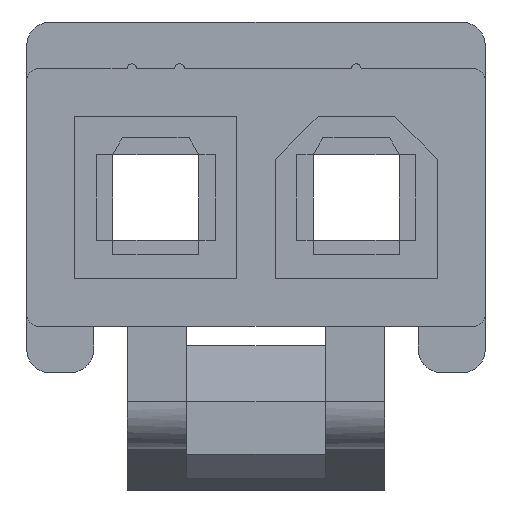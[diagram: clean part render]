
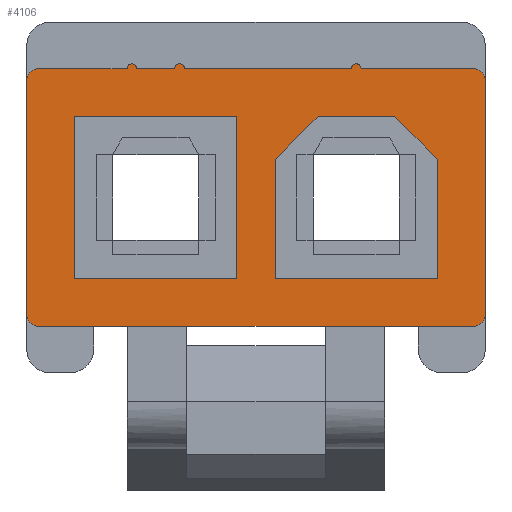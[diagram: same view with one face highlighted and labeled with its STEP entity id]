
A CAD part, front view. The second image highlights one B-rep face of the part: STEP entity #4106.
In plain terms, the highlighted planar face has unit normal (0, -1, 0).
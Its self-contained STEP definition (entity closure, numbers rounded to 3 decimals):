
#1004=DIRECTION('',(0.,0.,-1.));
#1005=VECTOR('',#1004,4.9);
#1006=CARTESIAN_POINT('',(4.8,8.7,2.45));
#1007=LINE('',#1006,#1005);
#1049=DIRECTION('',(1.,0.,0.));
#1050=VECTOR('',#1049,9.1);
#1051=CARTESIAN_POINT('',(-4.55,8.7,-2.7));
#1052=LINE('',#1051,#1050);
#1392=DIRECTION('',(-1.,0.,0.));
#1393=VECTOR('',#1392,3.4);
#1394=CARTESIAN_POINT('',(-0.4,8.7,-1.7));
#1395=LINE('',#1394,#1393);
#1396=DIRECTION('',(0.,0.,-1.));
#1397=VECTOR('',#1396,3.4);
#1398=CARTESIAN_POINT('',(-0.4,8.7,1.7));
#1399=LINE('',#1398,#1397);
#1400=DIRECTION('',(1.,0.,0.));
#1401=VECTOR('',#1400,3.4);
#1402=CARTESIAN_POINT('',(-3.8,8.7,1.7));
#1403=LINE('',#1402,#1401);
#1404=DIRECTION('',(0.,0.,1.));
#1405=VECTOR('',#1404,3.4);
#1406=CARTESIAN_POINT('',(-3.8,8.7,-1.7));
#1407=LINE('',#1406,#1405);
#1408=DIRECTION('',(0.,0.,-1.));
#1409=VECTOR('',#1408,2.5);
#1410=CARTESIAN_POINT('',(3.8,8.7,0.8));
#1411=LINE('',#1410,#1409);
#1412=DIRECTION('',(1.,0.,0.));
#1413=VECTOR('',#1412,1.6);
#1414=CARTESIAN_POINT('',(1.3,8.7,1.7));
#1415=LINE('',#1414,#1413);
#1416=DIRECTION('',(0.,0.,1.));
#1417=VECTOR('',#1416,2.5);
#1418=CARTESIAN_POINT('',(0.4,8.7,-1.7));
#1419=LINE('',#1418,#1417);
#1420=DIRECTION('',(-1.,0.,0.));
#1421=VECTOR('',#1420,3.4);
#1422=CARTESIAN_POINT('',(3.8,8.7,-1.7));
#1423=LINE('',#1422,#1421);
#1424=CARTESIAN_POINT('',(-4.55,8.7,2.45));
#1425=DIRECTION('',(0.,-1.,0.));
#1426=DIRECTION('',(0.,0.,1.));
#1427=AXIS2_PLACEMENT_3D('',#1424,#1425,#1426);
#1429=CARTESIAN_POINT('',(-2.6,8.7,2.7));
#1430=DIRECTION('',(0.,-1.,0.));
#1431=DIRECTION('',(1.,0.,0.));
#1432=AXIS2_PLACEMENT_3D('',#1429,#1430,#1431);
#1434=CARTESIAN_POINT('',(-1.6,8.7,2.7));
#1435=DIRECTION('',(0.,-1.,0.));
#1436=DIRECTION('',(1.,0.,0.));
#1437=AXIS2_PLACEMENT_3D('',#1434,#1435,#1436);
#1439=CARTESIAN_POINT('',(2.1,8.7,2.7));
#1440=DIRECTION('',(0.,-1.,0.));
#1441=DIRECTION('',(1.,0.,0.));
#1442=AXIS2_PLACEMENT_3D('',#1439,#1440,#1441);
#1444=CARTESIAN_POINT('',(4.55,8.7,2.45));
#1445=DIRECTION('',(0.,-1.,0.));
#1446=DIRECTION('',(1.,0.,0.));
#1447=AXIS2_PLACEMENT_3D('',#1444,#1445,#1446);
#1449=CARTESIAN_POINT('',(4.55,8.7,-2.45));
#1450=DIRECTION('',(0.,-1.,0.));
#1451=DIRECTION('',(0.,0.,-1.));
#1452=AXIS2_PLACEMENT_3D('',#1449,#1450,#1451);
#1454=CARTESIAN_POINT('',(-4.55,8.7,-2.45));
#1455=DIRECTION('',(0.,-1.,0.));
#1456=DIRECTION('',(-1.,0.,0.));
#1457=AXIS2_PLACEMENT_3D('',#1454,#1455,#1456);
#1479=DIRECTION('',(0.707,0.,-0.707));
#1480=VECTOR('',#1479,1.273);
#1481=CARTESIAN_POINT('',(2.9,8.7,1.7));
#1482=LINE('',#1481,#1480);
#1491=DIRECTION('',(0.707,0.,0.707));
#1492=VECTOR('',#1491,1.273);
#1493=CARTESIAN_POINT('',(0.4,8.7,0.8));
#1494=LINE('',#1493,#1492);
#1516=DIRECTION('',(-1.,0.,0.));
#1517=VECTOR('',#1516,3.5);
#1518=CARTESIAN_POINT('',(2.,8.7,2.7));
#1519=LINE('',#1518,#1517);
#1528=DIRECTION('',(-1.,0.,0.));
#1529=VECTOR('',#1528,0.8);
#1530=CARTESIAN_POINT('',(-1.7,8.7,2.7));
#1531=LINE('',#1530,#1529);
#1544=DIRECTION('',(-1.,0.,0.));
#1545=VECTOR('',#1544,1.85);
#1546=CARTESIAN_POINT('',(-2.7,8.7,2.7));
#1547=LINE('',#1546,#1545);
#1552=DIRECTION('',(-1.,0.,0.));
#1553=VECTOR('',#1552,2.35);
#1554=CARTESIAN_POINT('',(4.55,8.7,2.7));
#1555=LINE('',#1554,#1553);
#1569=DIRECTION('',(0.,0.,-1.));
#1570=VECTOR('',#1569,4.9);
#1571=CARTESIAN_POINT('',(-4.8,8.7,2.45));
#1572=LINE('',#1571,#1570);
#1701=CARTESIAN_POINT('',(3.8,8.7,-1.7));
#1702=CARTESIAN_POINT('',(0.4,8.7,-1.7));
#1703=VERTEX_POINT('',#1701);
#1704=VERTEX_POINT('',#1702);
#1705=CARTESIAN_POINT('',(-0.4,8.7,-1.7));
#1706=CARTESIAN_POINT('',(-3.8,8.7,-1.7));
#1707=VERTEX_POINT('',#1705);
#1708=VERTEX_POINT('',#1706);
#1709=CARTESIAN_POINT('',(-3.8,8.7,1.7));
#1710=VERTEX_POINT('',#1709);
#1711=CARTESIAN_POINT('',(-0.4,8.7,1.7));
#1712=VERTEX_POINT('',#1711);
#2105=CARTESIAN_POINT('',(0.4,8.7,0.8));
#2106=CARTESIAN_POINT('',(1.3,8.7,1.7));
#2107=VERTEX_POINT('',#2105);
#2108=VERTEX_POINT('',#2106);
#2109=CARTESIAN_POINT('',(2.9,8.7,1.7));
#2110=CARTESIAN_POINT('',(3.8,8.7,0.8));
#2111=VERTEX_POINT('',#2109);
#2112=VERTEX_POINT('',#2110);
#2125=CARTESIAN_POINT('',(2.2,8.7,2.7));
#2126=VERTEX_POINT('',#2125);
#2127=CARTESIAN_POINT('',(2.,8.7,2.7));
#2128=VERTEX_POINT('',#2127);
#2129=CARTESIAN_POINT('',(-1.5,8.7,2.7));
#2130=VERTEX_POINT('',#2129);
#2131=CARTESIAN_POINT('',(-1.7,8.7,2.7));
#2132=VERTEX_POINT('',#2131);
#2133=CARTESIAN_POINT('',(-2.5,8.7,2.7));
#2134=VERTEX_POINT('',#2133);
#2135=CARTESIAN_POINT('',(-2.7,8.7,2.7));
#2136=VERTEX_POINT('',#2135);
#2193=CARTESIAN_POINT('',(-4.55,8.7,2.7));
#2195=VERTEX_POINT('',#2193);
#2197=CARTESIAN_POINT('',(-4.8,8.7,2.45));
#2198=VERTEX_POINT('',#2197);
#2201=CARTESIAN_POINT('',(-4.8,8.7,-2.45));
#2202=CARTESIAN_POINT('',(-4.55,8.7,-2.7));
#2203=VERTEX_POINT('',#2201);
#2204=VERTEX_POINT('',#2202);
#2209=CARTESIAN_POINT('',(4.55,8.7,-2.7));
#2211=VERTEX_POINT('',#2209);
#2213=CARTESIAN_POINT('',(4.8,8.7,-2.45));
#2214=VERTEX_POINT('',#2213);
#2217=CARTESIAN_POINT('',(4.8,8.7,2.45));
#2218=CARTESIAN_POINT('',(4.55,8.7,2.7));
#2219=VERTEX_POINT('',#2217);
#2220=VERTEX_POINT('',#2218);
#4051=CARTESIAN_POINT('',(0.,8.7,0.));
#4052=DIRECTION('',(0.,-1.,0.));
#4053=DIRECTION('',(-1.,0.,0.));
#4054=AXIS2_PLACEMENT_3D('',#4051,#4052,#4053);
#4055=PLANE('',#4054);
#4057=ORIENTED_EDGE('',*,*,#4056,.F.);
#4059=ORIENTED_EDGE('',*,*,#4058,.F.);
#4061=ORIENTED_EDGE('',*,*,#4060,.F.);
#4063=ORIENTED_EDGE('',*,*,#4062,.F.);
#4065=ORIENTED_EDGE('',*,*,#4064,.F.);
#4067=ORIENTED_EDGE('',*,*,#4066,.F.);
#4069=ORIENTED_EDGE('',*,*,#4068,.F.);
#4071=ORIENTED_EDGE('',*,*,#4070,.F.);
#4073=ORIENTED_EDGE('',*,*,#4072,.F.);
#4074=ORIENTED_EDGE('',*,*,#3504,.T.);
#4075=ORIENTED_EDGE('',*,*,#3525,.F.);
#4076=ORIENTED_EDGE('',*,*,#3539,.F.);
#4077=ORIENTED_EDGE('',*,*,#4042,.F.);
#4079=ORIENTED_EDGE('',*,*,#4078,.F.);
#4080=EDGE_LOOP('',(#4057,#4059,#4061,#4063,#4065,#4067,#4069,#4071,#4073,#4074,
#4075,#4076,#4077,#4079));
#4081=FACE_OUTER_BOUND('',#4080,.F.);
#4083=ORIENTED_EDGE('',*,*,#4082,.F.);
#4085=ORIENTED_EDGE('',*,*,#4084,.F.);
#4087=ORIENTED_EDGE('',*,*,#4086,.F.);
#4089=ORIENTED_EDGE('',*,*,#4088,.F.);
#4091=ORIENTED_EDGE('',*,*,#4090,.F.);
#4093=ORIENTED_EDGE('',*,*,#4092,.F.);
#4094=EDGE_LOOP('',(#4083,#4085,#4087,#4089,#4091,#4093));
#4095=FACE_BOUND('',#4094,.F.);
#4097=ORIENTED_EDGE('',*,*,#4096,.F.);
#4099=ORIENTED_EDGE('',*,*,#4098,.F.);
#4101=ORIENTED_EDGE('',*,*,#4100,.F.);
#4103=ORIENTED_EDGE('',*,*,#4102,.F.);
#4104=EDGE_LOOP('',(#4097,#4099,#4101,#4103));
#4105=FACE_BOUND('',#4104,.F.);
#1428=CIRCLE('',#1427,0.25);
#1433=CIRCLE('',#1432,0.1);
#1438=CIRCLE('',#1437,0.1);
#1443=CIRCLE('',#1442,0.1);
#1448=CIRCLE('',#1447,0.25);
#1453=CIRCLE('',#1452,0.25);
#1458=CIRCLE('',#1457,0.25);
#3504=EDGE_CURVE('',#2219,#2214,#1007,.T.);
#3525=EDGE_CURVE('',#2211,#2214,#1453,.T.);
#3539=EDGE_CURVE('',#2204,#2211,#1052,.T.);
#4042=EDGE_CURVE('',#2203,#2204,#1458,.T.);
#4056=EDGE_CURVE('',#2195,#2198,#1428,.T.);
#4058=EDGE_CURVE('',#2136,#2195,#1547,.T.);
#4060=EDGE_CURVE('',#2134,#2136,#1433,.T.);
#4062=EDGE_CURVE('',#2132,#2134,#1531,.T.);
#4064=EDGE_CURVE('',#2130,#2132,#1438,.T.);
#4066=EDGE_CURVE('',#2128,#2130,#1519,.T.);
#4068=EDGE_CURVE('',#2126,#2128,#1443,.T.);
#4070=EDGE_CURVE('',#2220,#2126,#1555,.T.);
#4072=EDGE_CURVE('',#2219,#2220,#1448,.T.);
#4078=EDGE_CURVE('',#2198,#2203,#1572,.T.);
#4082=EDGE_CURVE('',#2112,#1703,#1411,.T.);
#4084=EDGE_CURVE('',#2111,#2112,#1482,.T.);
#4086=EDGE_CURVE('',#2108,#2111,#1415,.T.);
#4088=EDGE_CURVE('',#2107,#2108,#1494,.T.);
#4090=EDGE_CURVE('',#1704,#2107,#1419,.T.);
#4092=EDGE_CURVE('',#1703,#1704,#1423,.T.);
#4096=EDGE_CURVE('',#1707,#1708,#1395,.T.);
#4098=EDGE_CURVE('',#1712,#1707,#1399,.T.);
#4100=EDGE_CURVE('',#1710,#1712,#1403,.T.);
#4102=EDGE_CURVE('',#1708,#1710,#1407,.T.);
#4106=ADVANCED_FACE('',(#4081,#4095,#4105),#4055,.T.);
